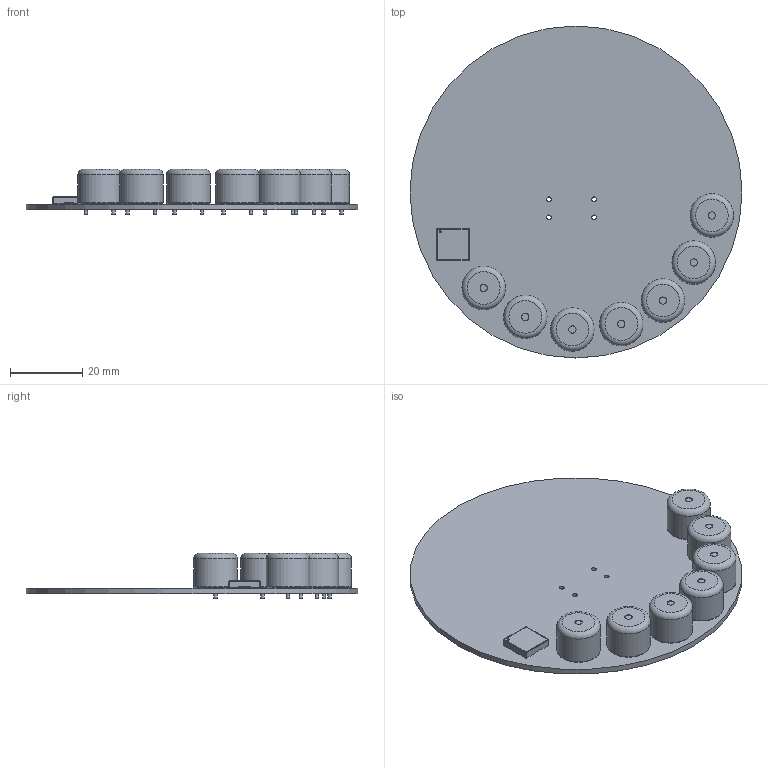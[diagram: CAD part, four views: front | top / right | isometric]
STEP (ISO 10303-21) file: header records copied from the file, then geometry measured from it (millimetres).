
FILE_DESCRIPTION(('KiCad electronic assembly'),'2;1');
FILE_NAME('prova2.step','2024-10-12T16:30:42',('Pcbnew'),('Kicad'), 'Open CASCADE STEP processor 7.8','KiCad to STEP converter','Unknown' );
FILE_SCHEMA(('AUTOMOTIVE_DESIGN { 1 0 10303 214 1 1 1 1 }'));
Length unit declared in the file: millimetre
Products named in the file (6): prova2 1; Buzzer_12x9.5RM7.6; Buzzer_12x95RM76; Buzzer_Murata_PKMCS0909E; Buzzer_Murata_PKMCS0909E4000_R1; prova2_PCB
Assembly tree (11 placements, depth 3):
  prova2 1
    Buzzer_12x9.5RM7.6  x7
      Buzzer_12x95RM76
    Buzzer_Murata_PKMCS0909E
      Buzzer_Murata_PKMCS0909E4000_R1
    prova2_PCB
Bounding box: 91.68 x 91.68 x 12.53 mm (x, y, z)
Volume: 18108.6 mm3; surface area: 17963.5 mm2
Topology: 9 solids, 9 shells, 153 faces, 304 edges, 188 vertices
Faces by surface type: plane 61, cylinder 60, torus 28, sphere 4
Full cylindrical faces by diameter (mm): 0.5 x1, 0.9 x14, 1 x14, 1.3 x4, 2 x7, 12 x7, 91.679 x1
Entity records: 2807 total; most frequent: DIRECTION 434, CARTESIAN_POINT 383, ORIENTED_EDGE 360, EDGE_CURVE 180, AXIS2_PLACEMENT_3D 167, FACE_BOUND 116, EDGE_LOOP 116, VERTEX_POINT 116
